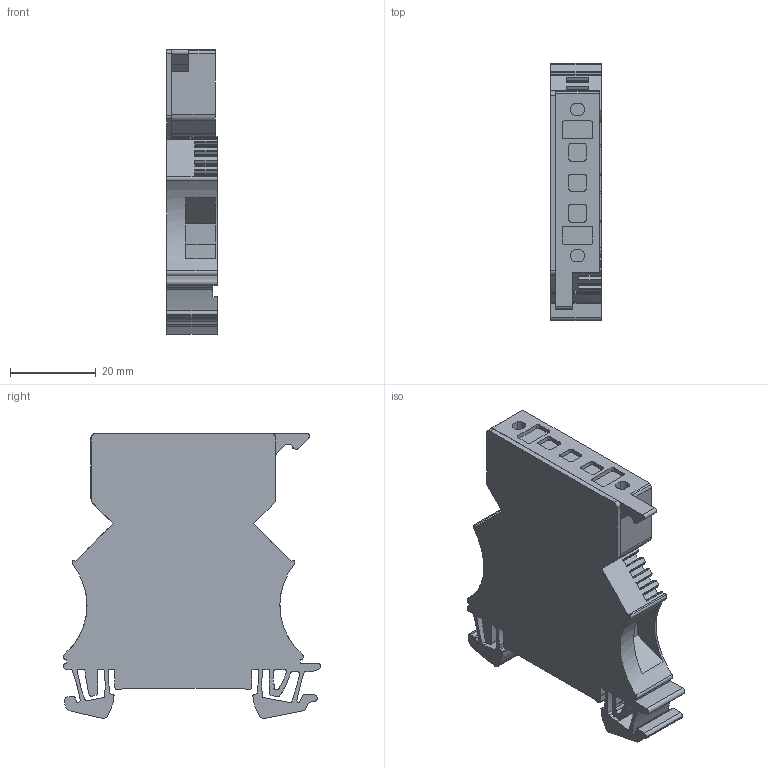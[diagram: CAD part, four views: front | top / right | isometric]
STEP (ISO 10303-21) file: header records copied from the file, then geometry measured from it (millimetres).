
FILE_DESCRIPTION(('CATIA V5 STEP Exchange','CAx-IF Rec.Pracs.--- Model Styling and Organization---1.4--- 2014-01-23'),'2;1');
FILE_NAME ('D1446592_0', '2020-02-28T11:53:43+00:00', ('none'), ('Weidmueller'), 'CATIA Version 5-6 Release 2016 SP3 HF44', 'CATIA V5 STEP AP214', 'none');
FILE_SCHEMA(('AUTOMOTIVE_DESIGN { 1 0 10303 214 1 1 1 1 }'));
Length unit declared in the file: millimetre
Products named in the file (1): 1014000000_WSI_6-2_GZ-DEF63
Bounding box: 11.9 x 60 x 66.46 mm (x, y, z)
Volume: 30792.1 mm3; surface area: 12161.6 mm2
Topology: 1 solids, 1 shells, 396 faces, 1171 edges, 789 vertices
Faces by surface type: plane 262, cylinder 128, extrusion 6
Entity records: 12674 total; most frequent: CARTESIAN_POINT 2430, ORIENTED_EDGE 2342, DIRECTION 1752, EDGE_CURVE 1171, VECTOR 849, LINE 843, VERTEX_POINT 789, AXIS2_PLACEMENT_3D 594
